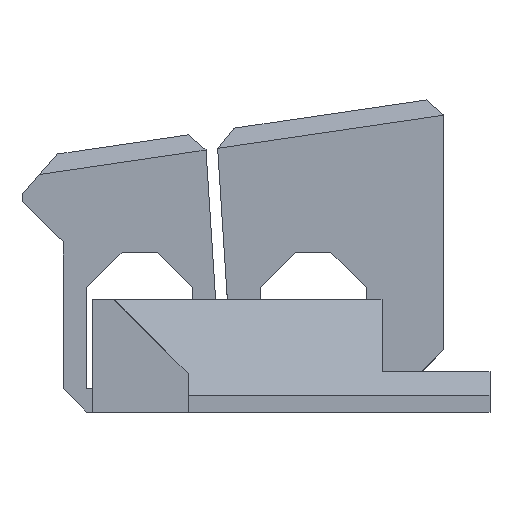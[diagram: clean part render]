
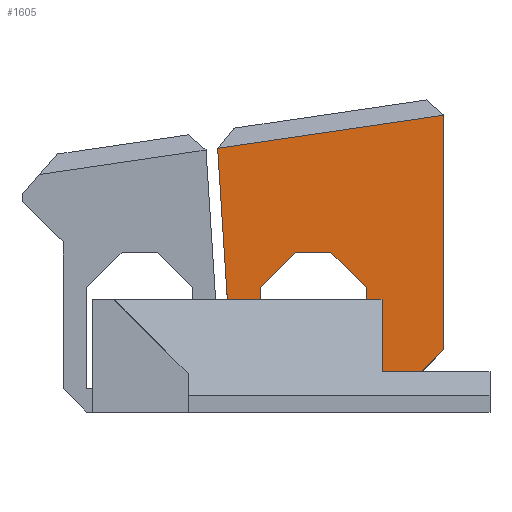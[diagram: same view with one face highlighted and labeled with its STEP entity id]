
A CAD part, left-side view. The second image highlights one B-rep face of the part: STEP entity #1605.
In plain terms, the highlighted planar face has unit normal (-1, 0, 0).
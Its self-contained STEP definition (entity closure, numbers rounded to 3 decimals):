
#23=FACE_BOUND('',#118,.T.);
#39=FACE_OUTER_BOUND('',#117,.T.);
#117=EDGE_LOOP('',(#1094,#1095,#1096,#1097,#1098,#1099));
#118=EDGE_LOOP('',(#1100,#1101,#1102,#1103,#1104,#1105));
#208=LINE('',#2188,#438);
#217=LINE('',#2204,#447);
#228=LINE('',#2228,#458);
#229=LINE('',#2230,#459);
#230=LINE('',#2232,#460);
#231=LINE('',#2233,#461);
#232=LINE('',#2236,#462);
#233=LINE('',#2238,#463);
#234=LINE('',#2240,#464);
#235=LINE('',#2242,#465);
#236=LINE('',#2244,#466);
#237=LINE('',#2245,#467);
#438=VECTOR('',#1781,10.);
#447=VECTOR('',#1794,10.);
#458=VECTOR('',#1811,10.);
#459=VECTOR('',#1812,10.);
#460=VECTOR('',#1813,10.);
#461=VECTOR('',#1814,10.);
#462=VECTOR('',#1815,10.);
#463=VECTOR('',#1816,10.);
#464=VECTOR('',#1817,10.);
#465=VECTOR('',#1818,10.);
#466=VECTOR('',#1819,10.);
#467=VECTOR('',#1820,10.);
#666=VERTEX_POINT('',#2185);
#667=VERTEX_POINT('',#2187);
#672=VERTEX_POINT('',#2202);
#682=VERTEX_POINT('',#2227);
#683=VERTEX_POINT('',#2229);
#684=VERTEX_POINT('',#2231);
#685=VERTEX_POINT('',#2234);
#686=VERTEX_POINT('',#2235);
#687=VERTEX_POINT('',#2237);
#688=VERTEX_POINT('',#2239);
#689=VERTEX_POINT('',#2241);
#690=VERTEX_POINT('',#2243);
#825=EDGE_CURVE('',#666,#667,#208,.T.);
#834=EDGE_CURVE('',#672,#666,#217,.T.);
#845=EDGE_CURVE('',#682,#672,#228,.T.);
#846=EDGE_CURVE('',#683,#682,#229,.T.);
#847=EDGE_CURVE('',#684,#683,#230,.T.);
#848=EDGE_CURVE('',#667,#684,#231,.T.);
#849=EDGE_CURVE('',#685,#686,#232,.T.);
#850=EDGE_CURVE('',#686,#687,#233,.T.);
#851=EDGE_CURVE('',#687,#688,#234,.T.);
#852=EDGE_CURVE('',#689,#688,#235,.T.);
#853=EDGE_CURVE('',#689,#690,#236,.T.);
#854=EDGE_CURVE('',#685,#690,#237,.T.);
#1094=ORIENTED_EDGE('',*,*,#825,.F.);
#1095=ORIENTED_EDGE('',*,*,#834,.F.);
#1096=ORIENTED_EDGE('',*,*,#845,.F.);
#1097=ORIENTED_EDGE('',*,*,#846,.F.);
#1098=ORIENTED_EDGE('',*,*,#847,.F.);
#1099=ORIENTED_EDGE('',*,*,#848,.F.);
#1100=ORIENTED_EDGE('',*,*,#849,.T.);
#1101=ORIENTED_EDGE('',*,*,#850,.T.);
#1102=ORIENTED_EDGE('',*,*,#851,.T.);
#1103=ORIENTED_EDGE('',*,*,#852,.F.);
#1104=ORIENTED_EDGE('',*,*,#853,.T.);
#1105=ORIENTED_EDGE('',*,*,#854,.F.);
#1529=PLANE('',#1685);
#1605=ADVANCED_FACE('',(#39,#23),#1529,.T.);
#1685=AXIS2_PLACEMENT_3D('',#2226,#1809,#1810);
#1781=DIRECTION('',(0.,-0.989,0.145));
#1794=DIRECTION('',(0.,0.064,0.998));
#1809=DIRECTION('center_axis',(-1.,0.,0.));
#1810=DIRECTION('ref_axis',(0.,0.,1.));
#1811=DIRECTION('',(0.,0.707,0.707));
#1812=DIRECTION('',(0.,1.,0.));
#1813=DIRECTION('',(0.,0.707,-0.707));
#1814=DIRECTION('',(0.,0.,-1.));
#1815=DIRECTION('',(0.,0.,-1.));
#1816=DIRECTION('',(0.,1.,0.));
#1817=DIRECTION('',(0.,0.,1.));
#1818=DIRECTION('',(0.,0.707,-0.707));
#1819=DIRECTION('',(0.,-1.,0.));
#1820=DIRECTION('',(0.,0.707,0.707));
#2185=CARTESIAN_POINT('',(-2.5,21.662,23.797));
#2187=CARTESIAN_POINT('',(-2.5,12.018,25.211));
#2188=CARTESIAN_POINT('',(-2.5,21.184,23.867));
#2202=CARTESIAN_POINT('',(-2.5,21.035,14.011));
#2204=CARTESIAN_POINT('',(-2.5,21.515,21.501));
#2226=CARTESIAN_POINT('Origin',(-2.5,20.884,19.227));
#2227=CARTESIAN_POINT('',(-2.5,19.581,12.558));
#2228=CARTESIAN_POINT('',(-2.5,22.301,15.278));
#2229=CARTESIAN_POINT('',(-2.5,14.667,12.558));
#2230=CARTESIAN_POINT('',(-2.5,20.233,12.558));
#2231=CARTESIAN_POINT('',(-2.5,12.018,15.207));
#2232=CARTESIAN_POINT('',(-2.5,12.751,14.474));
#2233=CARTESIAN_POINT('',(-2.5,12.018,22.241));
#2234=CARTESIAN_POINT('',(-2.5,15.331,17.875));
#2235=CARTESIAN_POINT('',(-2.5,15.331,13.558));
#2236=CARTESIAN_POINT('',(-2.5,15.331,17.801));
#2237=CARTESIAN_POINT('',(-2.5,19.831,13.558));
#2238=CARTESIAN_POINT('',(-2.5,20.358,13.558));
#2239=CARTESIAN_POINT('',(-2.5,19.831,17.875));
#2240=CARTESIAN_POINT('',(-2.5,19.831,17.801));
#2241=CARTESIAN_POINT('',(-2.5,18.331,19.375));
#2242=CARTESIAN_POINT('',(-2.5,19.381,18.325));
#2243=CARTESIAN_POINT('',(-2.5,16.831,19.375));
#2244=CARTESIAN_POINT('',(-2.5,20.358,19.375));
#2245=CARTESIAN_POINT('',(-2.5,17.432,19.976));
